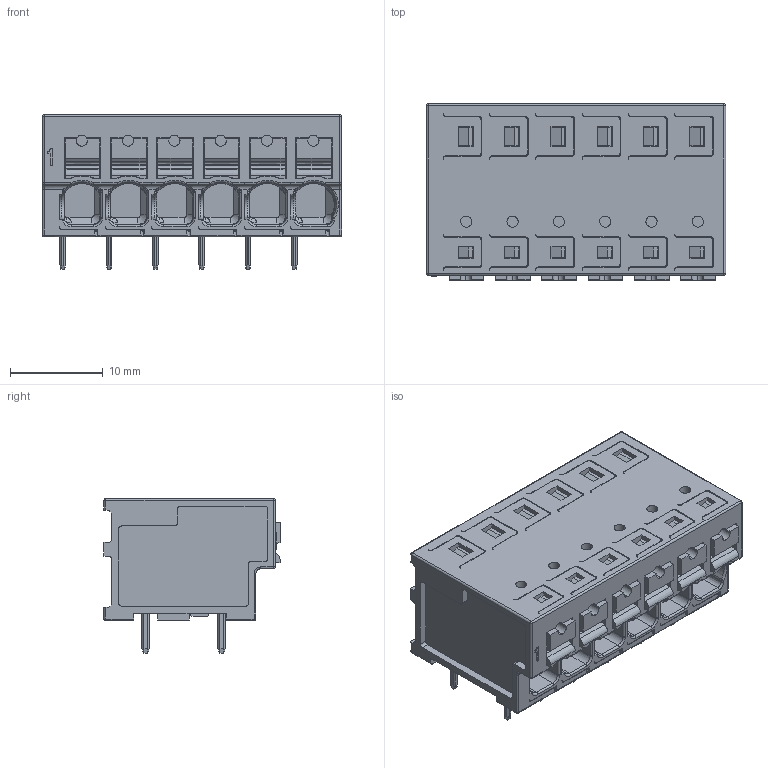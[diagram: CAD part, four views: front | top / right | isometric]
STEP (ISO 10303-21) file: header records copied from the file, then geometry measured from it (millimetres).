
FILE_DESCRIPTION(('CATIA V5 STEP Exchange','CAx-IF Rec.Pracs.--- Model Styling and Organization---1.5--- 2016-08-15','CAx-IF Rec.Pracs.---Supplemental Geometry---1.0---2011-11-01','CAx-IF Rec.Pracs.--- Composite Materials ---1.1---2010-07-15'),'2;1');
FILE_NAME ('1502642-2_1', '2025-08-27T09:57:35+00:00', ('none'), ('Weidmueller'), 'CATIA Version 5-6 Release 2024 SP4', 'CATIA V5 STEP AP214 v3', 'none');
FILE_SCHEMA(('AUTOMOTIVE_DESIGN { 1 0 10303 214 1 1 1 1 }'));
Products named in the file (1): 2913640000
Bounding box: 32.3 x 19 x 16.7 mm (x, y, z)
Volume: 5934.5 mm3; surface area: 5566.7 mm2
Topology: 1 solids, 3 shells, 2202 faces, 5904 edges, 3788 vertices
Faces by surface type: plane 1404, cylinder 486, bspline 137, extrusion 73, torus 42, sphere 31, cone 29
Entity records: 72533 total; most frequent: CARTESIAN_POINT 20972, ORIENTED_EDGE 11758, DIRECTION 7551, EDGE_CURVE 5879, VECTOR 4134, LINE 4061, VERTEX_POINT 3788, EDGE_LOOP 2367
